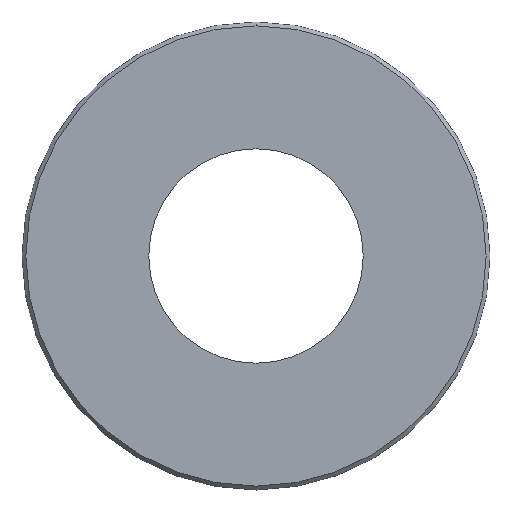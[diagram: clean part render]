
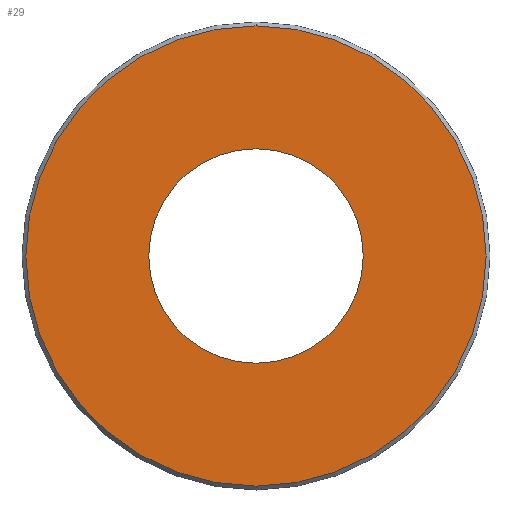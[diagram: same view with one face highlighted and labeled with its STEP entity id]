
A CAD part, left-side view. The second image highlights one B-rep face of the part: STEP entity #29.
In plain terms, the highlighted planar face has unit normal (-1, 0, 0).
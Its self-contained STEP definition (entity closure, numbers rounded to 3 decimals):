
#8 = EDGE_CURVE ( 'NONE', #26, #59, #80, .T. ) ;
#9 = PLANE ( 'NONE',  #27 ) ;
#12 = DIRECTION ( 'NONE',  ( -1., 0., 0. ) ) ;
#26 = VERTEX_POINT ( 'NONE', #327 ) ;
#27 = AXIS2_PLACEMENT_3D ( 'NONE', #155, #239, #429 ) ;
#29 = ADVANCED_FACE ( 'NONE', ( #496, #53 ), #9, .F. ) ;
#41 = ORIENTED_EDGE ( 'NONE', *, *, #78, .T. ) ;
#44 = EDGE_CURVE ( 'NONE', #342, #387, #97, .T. ) ;
#45 = AXIS2_PLACEMENT_3D ( 'NONE', #187, #12, #228 ) ;
#53 = FACE_OUTER_BOUND ( 'NONE', #271, .T. ) ;
#57 = DIRECTION ( 'NONE',  ( 0., 1., 0. ) ) ;
#59 = VERTEX_POINT ( 'NONE', #350 ) ;
#72 = AXIS2_PLACEMENT_3D ( 'NONE', #106, #226, #101 ) ;
#78 = EDGE_CURVE ( 'NONE', #59, #26, #537, .T. ) ;
#80 = CIRCLE ( 'NONE', #395, 5.5 ) ;
#91 = EDGE_CURVE ( 'NONE', #387, #342, #142, .T. ) ;
#97 = CIRCLE ( 'NONE', #45, 11.8 ) ;
#101 = DIRECTION ( 'NONE',  ( 0., 1., 0. ) ) ;
#106 = CARTESIAN_POINT ( 'NONE',  ( -30.5, 146., 0. ) ) ;
#142 = CIRCLE ( 'NONE', #450, 11.8 ) ;
#155 = CARTESIAN_POINT ( 'NONE',  ( -30.5, 146., 0. ) ) ;
#175 = DIRECTION ( 'NONE',  ( 0., 1., 0. ) ) ;
#181 = DIRECTION ( 'NONE',  ( 1., 0., 0. ) ) ;
#187 = CARTESIAN_POINT ( 'NONE',  ( -30.5, 146., 0. ) ) ;
#200 = CARTESIAN_POINT ( 'NONE',  ( -30.5, 146., 11.8 ) ) ;
#210 = ORIENTED_EDGE ( 'NONE', *, *, #91, .T. ) ;
#226 = DIRECTION ( 'NONE',  ( 1., 0., 0. ) ) ;
#228 = DIRECTION ( 'NONE',  ( 0., 1., 0. ) ) ;
#239 = DIRECTION ( 'NONE',  ( 1., 0., 0. ) ) ;
#253 = CARTESIAN_POINT ( 'NONE',  ( -30.5, 146., -11.8 ) ) ;
#267 = EDGE_LOOP ( 'NONE', ( #41, #279 ) ) ;
#271 = EDGE_LOOP ( 'NONE', ( #210, #337 ) ) ;
#279 = ORIENTED_EDGE ( 'NONE', *, *, #8, .T. ) ;
#327 = CARTESIAN_POINT ( 'NONE',  ( -30.5, 140.5, 0. ) ) ;
#333 = CARTESIAN_POINT ( 'NONE',  ( -30.5, 146., 0. ) ) ;
#337 = ORIENTED_EDGE ( 'NONE', *, *, #44, .T. ) ;
#342 = VERTEX_POINT ( 'NONE', #200 ) ;
#350 = CARTESIAN_POINT ( 'NONE',  ( -30.5, 151.5, 0. ) ) ;
#387 = VERTEX_POINT ( 'NONE', #253 ) ;
#395 = AXIS2_PLACEMENT_3D ( 'NONE', #333, #181, #175 ) ;
#429 = DIRECTION ( 'NONE',  ( 0., 1., 0. ) ) ;
#434 = DIRECTION ( 'NONE',  ( -1., 0., 0. ) ) ;
#436 = CARTESIAN_POINT ( 'NONE',  ( -30.5, 146., 0. ) ) ;
#450 = AXIS2_PLACEMENT_3D ( 'NONE', #436, #434, #57 ) ;
#496 = FACE_BOUND ( 'NONE', #267, .T. ) ;
#537 = CIRCLE ( 'NONE', #72, 5.5 ) ;
